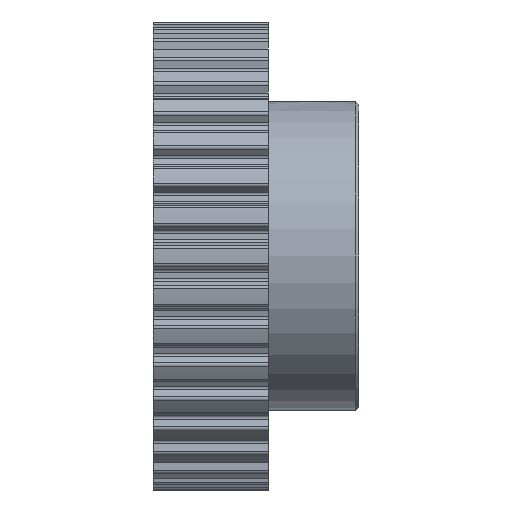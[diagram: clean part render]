
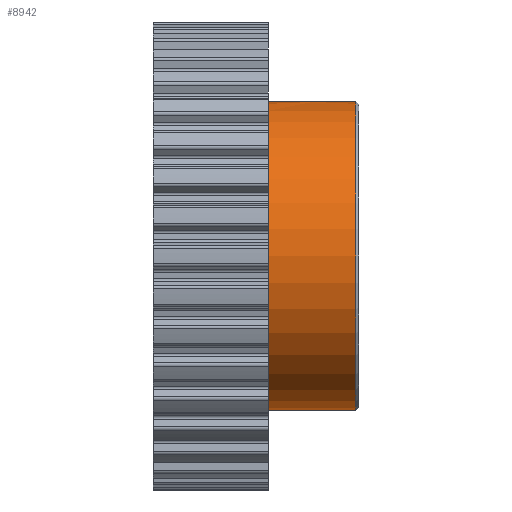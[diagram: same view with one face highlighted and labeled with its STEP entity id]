
A CAD part, front view. The second image highlights one B-rep face of the part: STEP entity #8942.
In plain terms, the highlighted cylindrical face has radius 19.05 mm (diameter 38.1 mm), a partial arc.
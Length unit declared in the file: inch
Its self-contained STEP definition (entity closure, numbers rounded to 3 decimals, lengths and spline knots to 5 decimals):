
#127 = CIRCLE ( 'NONE', #525, 0.75 ) ;
#214 = VERTEX_POINT ( 'NONE', #2260 ) ;
#351 = ORIENTED_EDGE ( 'NONE', *, *, #6532, .T. ) ;
#525 = AXIS2_PLACEMENT_3D ( 'NONE', #10848, #4583, #11908 ) ;
#687 = EDGE_CURVE ( 'NONE', #2712, #214, #127, .T. ) ;
#730 = CARTESIAN_POINT ( 'NONE',  ( 0.77254, -0.05823, 0.74774 ) ) ;
#772 = CARTESIAN_POINT ( 'NONE',  ( 0.72255, 0., 0.75 ) ) ;
#1685 = EDGE_CURVE ( 'NONE', #11261, #13445, #12075, .T. ) ;
#1795 = CARTESIAN_POINT ( 'NONE',  ( 0.76152, -0.05561, 0.74794 ) ) ;
#2091 = EDGE_CURVE ( 'NONE', #10065, #214, #6290, .T. ) ;
#2260 = CARTESIAN_POINT ( 'NONE',  ( 0.56, 0., -0.75 ) ) ;
#2349 = EDGE_CURVE ( 'NONE', #12578, #11261, #9203, .T. ) ;
#2575 = DIRECTION ( 'NONE',  ( -1., 0., 0. ) ) ;
#2712 = VERTEX_POINT ( 'NONE', #12750 ) ;
#2790 = CARTESIAN_POINT ( 'NONE',  ( 0.83745, -0.00767, 0.75 ) ) ;
#2793 = CARTESIAN_POINT ( 'NONE',  ( 0.83745, 0., 0.75 ) ) ;
#2809 = CARTESIAN_POINT ( 'NONE',  ( 1., 0., -0.75 ) ) ;
#2832 = CARTESIAN_POINT ( 'NONE',  ( 0.74473, -0.04688, 0.74855 ) ) ;
#3662 = CARTESIAN_POINT ( 'NONE',  ( 1., 0., 0.75 ) ) ;
#3818 = CARTESIAN_POINT ( 'NONE',  ( 0.83021, -0.02949, 0.74945 ) ) ;
#3862 = CARTESIAN_POINT ( 'NONE',  ( 0.73436, -0.0358, 0.74915 ) ) ;
#4411 = CARTESIAN_POINT ( 'NONE',  ( 0.72255, 0., 0.75 ) ) ;
#4480 = ORIENTED_EDGE ( 'NONE', *, *, #2349, .T. ) ;
#4583 = DIRECTION ( 'NONE',  ( 1., 0., 0. ) ) ;
#4863 = CARTESIAN_POINT ( 'NONE',  ( 0.81531, -0.04686, 0.74855 ) ) ;
#4868 = DIRECTION ( 'NONE',  ( 0., 0., -1. ) ) ;
#4908 = CARTESIAN_POINT ( 'NONE',  ( 0.7284, -0.02605, 0.74956 ) ) ;
#5076 = DIRECTION ( 'NONE',  ( 0., 0., 1. ) ) ;
#5095 = CARTESIAN_POINT ( 'NONE',  ( 0.98435, 0., 0.75 ) ) ;
#5122 = DIRECTION ( 'NONE',  ( -1., 0., 0. ) ) ;
#5738 = DIRECTION ( 'NONE',  ( -1., 0., 0. ) ) ;
#5916 = CARTESIAN_POINT ( 'NONE',  ( 0.79501, -0.05708, 0.74783 ) ) ;
#5918 = EDGE_LOOP ( 'NONE', ( #6782, #6541, #4480, #7601, #351, #8424 ) ) ;
#5956 = CARTESIAN_POINT ( 'NONE',  ( 0.7244, -0.01525, 0.74985 ) ) ;
#6290 = LINE ( 'NONE', #2809, #11196 ) ;
#6532 = EDGE_CURVE ( 'NONE', #13445, #2712, #6656, .T. ) ;
#6541 = ORIENTED_EDGE ( 'NONE', *, *, #7308, .T. ) ;
#6656 = LINE ( 'NONE', #11920, #9084 ) ;
#6782 = ORIENTED_EDGE ( 'NONE', *, *, #2091, .F. ) ;
#6959 = CARTESIAN_POINT ( 'NONE',  ( 0.77623, -0.0586, 0.74771 ) ) ;
#7002 = CARTESIAN_POINT ( 'NONE',  ( 0.72255, -0.00378, 0.75 ) ) ;
#7061 = AXIS2_PLACEMENT_3D ( 'NONE', #11389, #5122, #5076 ) ;
#7308 = EDGE_CURVE ( 'NONE', #10065, #12578, #9216, .T. ) ;
#7601 = ORIENTED_EDGE ( 'NONE', *, *, #1685, .T. ) ;
#7978 = CARTESIAN_POINT ( 'NONE',  ( 0.76515, -0.05674, 0.74785 ) ) ;
#8375 = CYLINDRICAL_SURFACE ( 'NONE', #7061, 0.75 ) ;
#8424 = ORIENTED_EDGE ( 'NONE', *, *, #687, .T. ) ;
#8547 = VECTOR ( 'NONE', #8847, 39.37008 ) ;
#8847 = DIRECTION ( 'NONE',  ( -1., 0., 0. ) ) ;
#8942 = ADVANCED_FACE ( 'NONE', ( #12188 ), #8375, .T. ) ;
#9006 = CARTESIAN_POINT ( 'NONE',  ( 0.83745, 0., 0.75 ) ) ;
#9045 = CARTESIAN_POINT ( 'NONE',  ( 0.75111, -0.05122, 0.74825 ) ) ;
#9084 = VECTOR ( 'NONE', #2575, 39.37008 ) ;
#9203 = LINE ( 'NONE', #3662, #8547 ) ;
#9216 = CIRCLE ( 'NONE', #12161, 0.75 ) ;
#10028 = CARTESIAN_POINT ( 'NONE',  ( 0.98435, 0., -0.75 ) ) ;
#10060 = CARTESIAN_POINT ( 'NONE',  ( 0.83595, -0.01534, 0.74988 ) ) ;
#10065 = VERTEX_POINT ( 'NONE', #10028 ) ;
#10100 = CARTESIAN_POINT ( 'NONE',  ( 0.73677, -0.03879, 0.749 ) ) ;
#10848 = CARTESIAN_POINT ( 'NONE',  ( 0.56, 0., 0. ) ) ;
#11125 = CARTESIAN_POINT ( 'NONE',  ( 0.82596, -0.03598, 0.74916 ) ) ;
#11142 = DIRECTION ( 'NONE',  ( -1., 0., 0. ) ) ;
#11164 = CARTESIAN_POINT ( 'NONE',  ( 0.73016, -0.0294, 0.74943 ) ) ;
#11196 = VECTOR ( 'NONE', #11142, 39.37008 ) ;
#11261 = VERTEX_POINT ( 'NONE', #2793 ) ;
#11389 = CARTESIAN_POINT ( 'NONE',  ( 1., 0., 0. ) ) ;
#11908 = DIRECTION ( 'NONE',  ( 0., 0., -1. ) ) ;
#11920 = CARTESIAN_POINT ( 'NONE',  ( 1., 0., 0.75 ) ) ;
#12003 = CARTESIAN_POINT ( 'NONE',  ( 0.98435, 0., 0. ) ) ;
#12075 = B_SPLINE_CURVE_WITH_KNOTS ( 'NONE', 3,
 ( #9006, #2790, #10060, #3818, #11125, #4863, #12190, #5916, #13263, #6959, #730, #7978, #1795, #9045, #2832, #10100, #3862, #11164, #4908, #12235, #5956, #13303, #7002, #772 ),
 .UNSPECIFIED., .F., .F.,
 ( 4, 2, 2, 2, 2, 2, 2, 2, 2, 2, 2, 4 ),
 ( 0., 0.06248, 0.12496, 0.18744, 0.24992, 0.28116, 0.3124, 0.37487, 0.40611, 0.43735, 0.46859, 0.49983 ),
 .UNSPECIFIED. ) ;
#12161 = AXIS2_PLACEMENT_3D ( 'NONE', #12003, #5738, #4868 ) ;
#12188 = FACE_OUTER_BOUND ( 'NONE', #5918, .T. ) ;
#12190 = CARTESIAN_POINT ( 'NONE',  ( 0.80898, -0.05118, 0.74826 ) ) ;
#12235 = CARTESIAN_POINT ( 'NONE',  ( 0.72552, -0.01897, 0.74977 ) ) ;
#12578 = VERTEX_POINT ( 'NONE', #5095 ) ;
#12750 = CARTESIAN_POINT ( 'NONE',  ( 0.56, 0., 0.75 ) ) ;
#13263 = CARTESIAN_POINT ( 'NONE',  ( 0.7876, -0.05859, 0.74771 ) ) ;
#13303 = CARTESIAN_POINT ( 'NONE',  ( 0.72292, -0.00769, 0.74997 ) ) ;
#13445 = VERTEX_POINT ( 'NONE', #4411 ) ;
